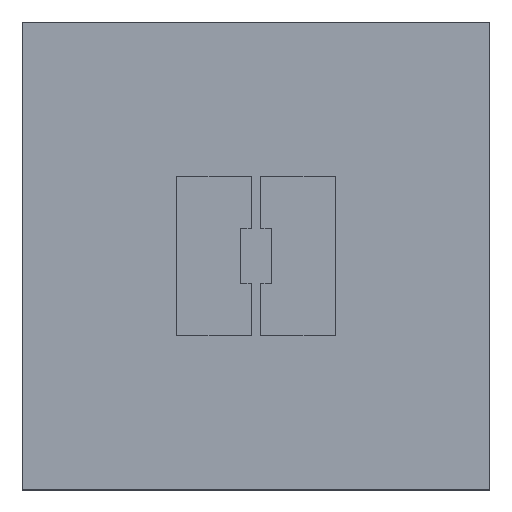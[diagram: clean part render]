
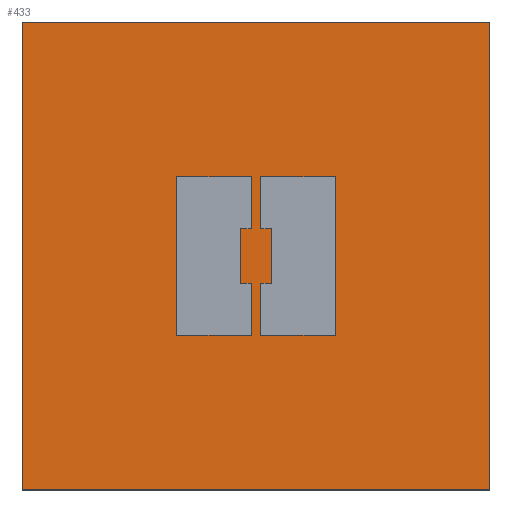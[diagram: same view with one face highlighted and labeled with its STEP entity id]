
A CAD part, top view. The second image highlights one B-rep face of the part: STEP entity #433.
In plain terms, the highlighted planar face has unit normal (0, 0, 1).
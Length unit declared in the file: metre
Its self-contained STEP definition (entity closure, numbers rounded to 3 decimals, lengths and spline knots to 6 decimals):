
#32=ORIENTED_EDGE('',*,*,#144,.T.);
#33=ORIENTED_EDGE('',*,*,#145,.F.);
#34=ORIENTED_EDGE('',*,*,#146,.T.);
#35=ORIENTED_EDGE('',*,*,#147,.T.);
#36=ORIENTED_EDGE('',*,*,#148,.F.);
#37=ORIENTED_EDGE('',*,*,#149,.F.);
#38=ORIENTED_EDGE('',*,*,#150,.T.);
#39=ORIENTED_EDGE('',*,*,#151,.T.);
#40=ORIENTED_EDGE('',*,*,#152,.F.);
#41=ORIENTED_EDGE('',*,*,#153,.T.);
#42=ORIENTED_EDGE('',*,*,#154,.T.);
#43=ORIENTED_EDGE('',*,*,#155,.T.);
#44=ORIENTED_EDGE('',*,*,#156,.T.);
#45=ORIENTED_EDGE('',*,*,#157,.F.);
#46=ORIENTED_EDGE('',*,*,#158,.F.);
#47=ORIENTED_EDGE('',*,*,#159,.F.);
#48=ORIENTED_EDGE('',*,*,#132,.F.);
#49=ORIENTED_EDGE('',*,*,#136,.T.);
#50=ORIENTED_EDGE('',*,*,#139,.T.);
#51=ORIENTED_EDGE('',*,*,#142,.F.);
#132=EDGE_CURVE('',#192,#193,#232,.T.);
#136=EDGE_CURVE('',#192,#196,#236,.T.);
#139=EDGE_CURVE('',#196,#198,#239,.T.);
#142=EDGE_CURVE('',#193,#198,#242,.T.);
#144=EDGE_CURVE('',#200,#201,#244,.T.);
#145=EDGE_CURVE('',#202,#201,#245,.T.);
#146=EDGE_CURVE('',#202,#203,#246,.T.);
#147=EDGE_CURVE('',#203,#204,#247,.T.);
#148=EDGE_CURVE('',#205,#204,#248,.T.);
#149=EDGE_CURVE('',#206,#205,#249,.T.);
#150=EDGE_CURVE('',#206,#207,#250,.T.);
#151=EDGE_CURVE('',#207,#200,#251,.T.);
#152=EDGE_CURVE('',#208,#209,#252,.T.);
#153=EDGE_CURVE('',#208,#210,#253,.T.);
#154=EDGE_CURVE('',#210,#211,#254,.T.);
#155=EDGE_CURVE('',#211,#212,#255,.T.);
#156=EDGE_CURVE('',#212,#213,#256,.T.);
#157=EDGE_CURVE('',#214,#213,#257,.T.);
#158=EDGE_CURVE('',#215,#214,#258,.T.);
#159=EDGE_CURVE('',#209,#215,#259,.T.);
#192=VERTEX_POINT('',#602);
#193=VERTEX_POINT('',#603);
#196=VERTEX_POINT('',#611);
#198=VERTEX_POINT('',#617);
#200=VERTEX_POINT('',#627);
#201=VERTEX_POINT('',#628);
#202=VERTEX_POINT('',#630);
#203=VERTEX_POINT('',#632);
#204=VERTEX_POINT('',#634);
#205=VERTEX_POINT('',#636);
#206=VERTEX_POINT('',#638);
#207=VERTEX_POINT('',#640);
#208=VERTEX_POINT('',#643);
#209=VERTEX_POINT('',#644);
#210=VERTEX_POINT('',#646);
#211=VERTEX_POINT('',#648);
#212=VERTEX_POINT('',#650);
#213=VERTEX_POINT('',#652);
#214=VERTEX_POINT('',#654);
#215=VERTEX_POINT('',#656);
#232=LINE('',#601,#292);
#236=LINE('',#610,#296);
#239=LINE('',#616,#299);
#242=LINE('',#622,#302);
#244=LINE('',#626,#304);
#245=LINE('',#629,#305);
#246=LINE('',#631,#306);
#247=LINE('',#633,#307);
#248=LINE('',#635,#308);
#249=LINE('',#637,#309);
#250=LINE('',#639,#310);
#251=LINE('',#641,#311);
#252=LINE('',#642,#312);
#253=LINE('',#645,#313);
#254=LINE('',#647,#314);
#255=LINE('',#649,#315);
#256=LINE('',#651,#316);
#257=LINE('',#653,#317);
#258=LINE('',#655,#318);
#259=LINE('',#657,#319);
#292=VECTOR('',#493,1.);
#296=VECTOR('',#499,1.);
#299=VECTOR('',#504,1.);
#302=VECTOR('',#509,1.);
#304=VECTOR('',#515,1.);
#305=VECTOR('',#516,1.);
#306=VECTOR('',#517,1.);
#307=VECTOR('',#518,1.);
#308=VECTOR('',#519,1.);
#309=VECTOR('',#520,1.);
#310=VECTOR('',#521,1.);
#311=VECTOR('',#522,1.);
#312=VECTOR('',#523,1.);
#313=VECTOR('',#524,1.);
#314=VECTOR('',#525,1.);
#315=VECTOR('',#526,1.);
#316=VECTOR('',#527,1.);
#317=VECTOR('',#528,1.);
#318=VECTOR('',#529,1.);
#319=VECTOR('',#530,1.);
#357=EDGE_LOOP('',(#32,#33,#34,#35,#36,#37,#38,#39));
#358=EDGE_LOOP('',(#40,#41,#42,#43,#44,#45,#46,#47));
#359=EDGE_LOOP('',(#48,#49,#50,#51));
#383=FACE_BOUND('',#357,.T.);
#384=FACE_BOUND('',#358,.T.);
#385=FACE_BOUND('',#359,.T.);
#409=PLANE('',#470);
#433=ADVANCED_FACE('',(#383,#384,#385),#409,.T.);
#470=AXIS2_PLACEMENT_3D('',#625,#513,#514);
#493=DIRECTION('',(-1.,0.,0.));
#499=DIRECTION('',(0.,1.,0.));
#504=DIRECTION('',(-1.,0.,0.));
#509=DIRECTION('',(0.,1.,0.));
#513=DIRECTION('',(0.,0.,1.));
#514=DIRECTION('',(1.,0.,0.));
#515=DIRECTION('',(0.,1.,0.));
#516=DIRECTION('',(-1.,0.,0.));
#517=DIRECTION('',(0.,-1.,0.));
#518=DIRECTION('',(-1.,0.,0.));
#519=DIRECTION('',(0.,-1.,0.));
#520=DIRECTION('',(-1.,0.,0.));
#521=DIRECTION('',(0.,1.,0.));
#522=DIRECTION('',(-1.,0.,0.));
#523=DIRECTION('',(1.,0.,0.));
#524=DIRECTION('',(0.,-1.,0.));
#525=DIRECTION('',(1.,0.,0.));
#526=DIRECTION('',(0.,-1.,0.));
#527=DIRECTION('',(-1.,0.,0.));
#528=DIRECTION('',(0.,-1.,0.));
#529=DIRECTION('',(-1.,0.,0.));
#530=DIRECTION('',(0.,1.,0.));
#601=CARTESIAN_POINT('',(0.,-0.015,0.));
#602=CARTESIAN_POINT('',(0.015,-0.015,0.));
#603=CARTESIAN_POINT('',(-0.015,-0.015,0.));
#610=CARTESIAN_POINT('',(0.015,0.,0.));
#611=CARTESIAN_POINT('',(0.015,0.015,0.));
#616=CARTESIAN_POINT('',(0.,0.015,0.));
#617=CARTESIAN_POINT('',(-0.015,0.015,0.));
#622=CARTESIAN_POINT('',(-0.015,0.,0.));
#625=CARTESIAN_POINT('',(0.,0.,0.));
#626=CARTESIAN_POINT('',(0.0003,0.003415,0.));
#627=CARTESIAN_POINT('',(0.0003,0.00175,0.));
#628=CARTESIAN_POINT('',(0.0003,0.00508,0.));
#629=CARTESIAN_POINT('',(0.00269,0.00508,0.));
#630=CARTESIAN_POINT('',(0.00508,0.00508,0.));
#631=CARTESIAN_POINT('',(0.00508,0.,0.));
#632=CARTESIAN_POINT('',(0.00508,-0.00508,0.));
#633=CARTESIAN_POINT('',(0.00269,-0.00508,0.));
#634=CARTESIAN_POINT('',(0.0003,-0.00508,0.));
#635=CARTESIAN_POINT('',(0.0003,-0.003415,0.));
#636=CARTESIAN_POINT('',(0.0003,-0.00175,0.));
#637=CARTESIAN_POINT('',(0.00065,-0.00175,0.));
#638=CARTESIAN_POINT('',(0.001,-0.00175,0.));
#639=CARTESIAN_POINT('',(0.001,0.000875,0.));
#640=CARTESIAN_POINT('',(0.001,0.00175,0.));
#641=CARTESIAN_POINT('',(0.00065,0.00175,0.));
#642=CARTESIAN_POINT('',(-0.00065,0.00175,0.));
#643=CARTESIAN_POINT('',(-0.001,0.00175,0.));
#644=CARTESIAN_POINT('',(-0.0003,0.00175,0.));
#645=CARTESIAN_POINT('',(-0.001,-0.000875,0.));
#646=CARTESIAN_POINT('',(-0.001,-0.00175,0.));
#647=CARTESIAN_POINT('',(-0.00065,-0.00175,0.));
#648=CARTESIAN_POINT('',(-0.0003,-0.00175,0.));
#649=CARTESIAN_POINT('',(-0.0003,-0.003415,0.));
#650=CARTESIAN_POINT('',(-0.0003,-0.00508,0.));
#651=CARTESIAN_POINT('',(-0.00269,-0.00508,0.));
#652=CARTESIAN_POINT('',(-0.00508,-0.00508,0.));
#653=CARTESIAN_POINT('',(-0.00508,0.,0.));
#654=CARTESIAN_POINT('',(-0.00508,0.00508,0.));
#655=CARTESIAN_POINT('',(-0.00269,0.00508,0.));
#656=CARTESIAN_POINT('',(-0.0003,0.00508,0.));
#657=CARTESIAN_POINT('',(-0.0003,0.003415,0.));
